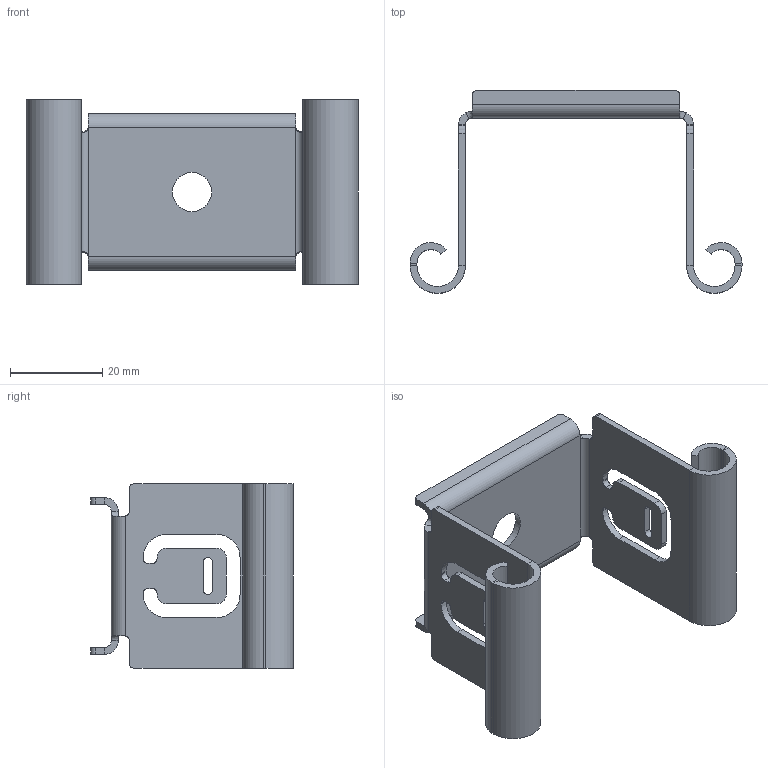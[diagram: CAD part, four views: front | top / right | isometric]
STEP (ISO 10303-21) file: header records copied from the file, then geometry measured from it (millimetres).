
FILE_DESCRIPTION (( 'STEP AP214' ), '1' );
FILE_NAME ('6358510.stp', '2024-04-09T06:37:58', ( '' ), ( '' ), 'SwSTEP 2.0', 'SolidWorks 2022', '' );
FILE_SCHEMA (( 'AUTOMOTIVE_DESIGN' ));
Length unit declared in the file: millimetre
Products named in the file (1): 6358510
Bounding box: 72 x 44 x 40 mm (x, y, z)
Volume: 9170.7 mm3; surface area: 13354.1 mm2
Topology: 1 solids, 1 shells, 143 faces, 367 edges, 226 vertices
Faces by surface type: plane 78, cylinder 57, bspline 8
Full cylindrical faces by diameter (mm): 8.5 x1
Entity records: 5769 total; most frequent: CARTESIAN_POINT 1080, ORIENTED_EDGE 732, DIRECTION 720, EDGE_CURVE 366, AXIS2_PLACEMENT_3D 250, VERTEX_POINT 226, VECTOR 220, LINE 220
